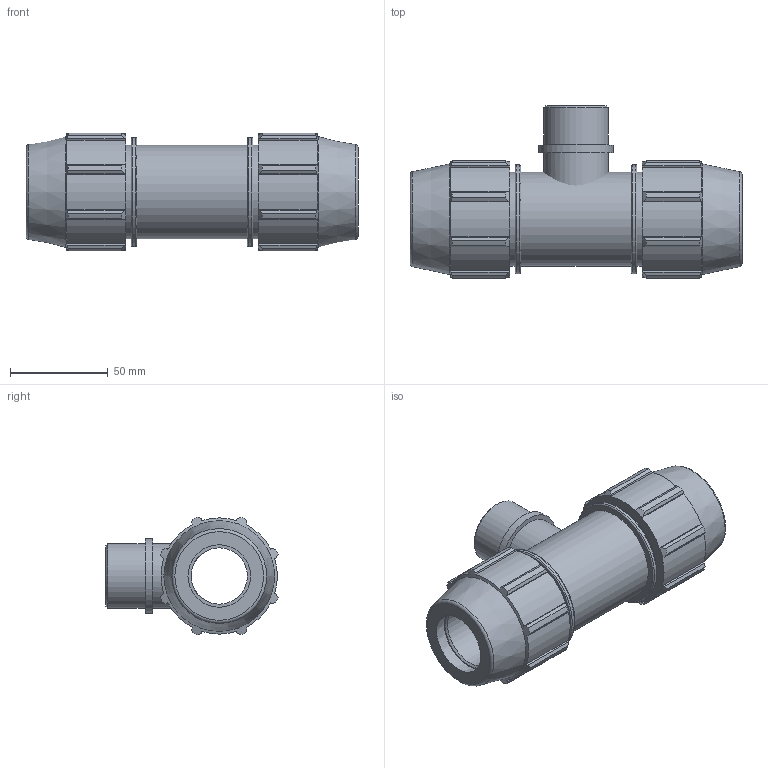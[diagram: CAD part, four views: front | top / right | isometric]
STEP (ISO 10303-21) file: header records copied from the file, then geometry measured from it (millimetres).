
FILE_DESCRIPTION(/* description */ ('PLASSON TEE WITH THREADED MALE OFFTAKE 32-1"-32'),/* implementation_level */ '2;1');
FILE_NAME(/* name */ '078400032010_188400032010_0784060320100A.ipt.stp',/* time_stamp */ '2017-06-06T17:17:21+03:00',/* author */ ('Кирилл'),/* organization */ (''),/* preprocessor_version */ 'ST-DEVELOPER v15.6',/* originating_system */ 'Autodesk Inventor 2015',/* authorisation */ '');
FILE_SCHEMA (('AUTOMOTIVE_DESIGN { 1 0 10303 214 3 1 1 }'));
Length unit declared in the file: millimetre
Products named in the file (1): 078400032010_188400032010_0784060320100A
Bounding box: 170 x 88.11 x 60.22 mm (x, y, z)
Volume: 275308.1 mm3; surface area: 64638.9 mm2
Topology: 2 solids, 2 shells, 158 faces, 422 edges, 278 vertices
Faces by surface type: plane 81, cylinder 46, cone 25, torus 6
Full cylindrical faces by diameter (mm): 23.274 x2, 28.8 x1, 32 x2, 33.249 x2, 38.236 x1, 48 x3, 55.68 x2
Entity records: 5021 total; most frequent: CARTESIAN_POINT 1138, ORIENTED_EDGE 768, DIRECTION 754, EDGE_CURVE 384, AXIS2_PLACEMENT_3D 280, VERTEX_POINT 270, EDGE_LOOP 204, LINE 194
